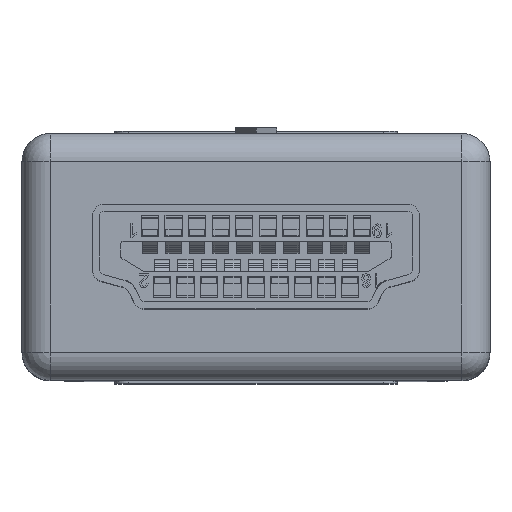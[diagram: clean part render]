
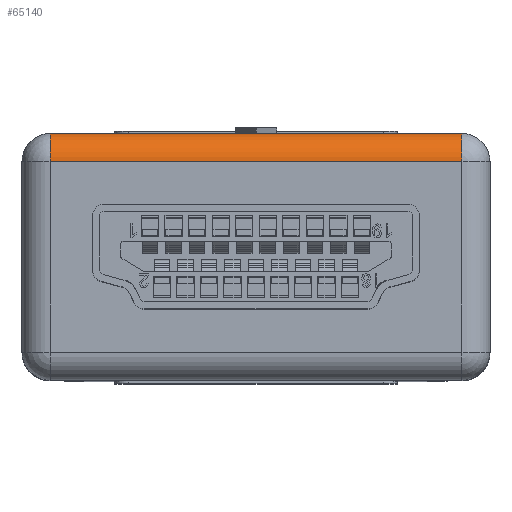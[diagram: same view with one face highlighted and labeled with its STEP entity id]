
A CAD part, top view. The second image highlights one B-rep face of the part: STEP entity #65140.
In plain terms, the highlighted cylindrical face has radius 1.2 mm (diameter 2.4 mm), a partial arc.
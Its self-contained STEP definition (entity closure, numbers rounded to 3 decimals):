
#2098 = AXIS2_PLACEMENT_3D ( 'NONE', #124455, #52437, #136583 ) ;
#7299 = VECTOR ( 'NONE', #34756, 1000. ) ;
#14880 = LINE ( 'NONE', #22741, #7299 ) ;
#16341 = VECTOR ( 'NONE', #79708, 1000. ) ;
#18446 = CARTESIAN_POINT ( 'NONE',  ( 8.75, 14.05, -4.05 ) ) ;
#21171 = CIRCLE ( 'NONE', #2098, 1.2 ) ;
#22741 = CARTESIAN_POINT ( 'NONE',  ( 9.95, 14.05, -5.25 ) ) ;
#23059 = DIRECTION ( 'NONE',  ( 0., 0., -1. ) ) ;
#27827 = CYLINDRICAL_SURFACE ( 'NONE', #146891, 1.2 ) ;
#30481 = DIRECTION ( 'NONE',  ( 0., 1., 0. ) ) ;
#30731 = VERTEX_POINT ( 'NONE', #152527 ) ;
#33840 = VERTEX_POINT ( 'NONE', #146522 ) ;
#34756 = DIRECTION ( 'NONE',  ( 1., 0., 0. ) ) ;
#43095 = EDGE_CURVE ( 'NONE', #81966, #33840, #58259, .T. ) ;
#43610 = AXIS2_PLACEMENT_3D ( 'NONE', #18446, #102457, #30481 ) ;
#44491 = EDGE_CURVE ( 'NONE', #81966, #153868, #112162, .T. ) ;
#52437 = DIRECTION ( 'NONE',  ( -1., 0., 0. ) ) ;
#58259 = CIRCLE ( 'NONE', #43610, 1.2 ) ;
#65140 = ADVANCED_FACE ( 'NONE', ( #91661 ), #27827, .T. ) ;
#66513 = EDGE_CURVE ( 'NONE', #153868, #30731, #21171, .T. ) ;
#70766 = CARTESIAN_POINT ( 'NONE',  ( -9.95, 14.05, -4.05 ) ) ;
#79708 = DIRECTION ( 'NONE',  ( -1., 0., 0. ) ) ;
#81966 = VERTEX_POINT ( 'NONE', #155250 ) ;
#88434 = EDGE_LOOP ( 'NONE', ( #155255, #134509, #149990, #112761 ) ) ;
#91661 = FACE_OUTER_BOUND ( 'NONE', #88434, .T. ) ;
#94933 = DIRECTION ( 'NONE',  ( 1., 0., 0. ) ) ;
#102457 = DIRECTION ( 'NONE',  ( -1., 0., 0. ) ) ;
#112162 = LINE ( 'NONE', #139712, #16341 ) ;
#112761 = ORIENTED_EDGE ( 'NONE', *, *, #44491, .F. ) ;
#124455 = CARTESIAN_POINT ( 'NONE',  ( -8.75, 14.05, -4.05 ) ) ;
#133652 = CARTESIAN_POINT ( 'NONE',  ( -8.75, 15.25, -4.05 ) ) ;
#134509 = ORIENTED_EDGE ( 'NONE', *, *, #149423, .F. ) ;
#136583 = DIRECTION ( 'NONE',  ( 0., 0., 1. ) ) ;
#139712 = CARTESIAN_POINT ( 'NONE',  ( -9.95, 15.25, -4.05 ) ) ;
#146522 = CARTESIAN_POINT ( 'NONE',  ( 8.75, 14.05, -5.25 ) ) ;
#146891 = AXIS2_PLACEMENT_3D ( 'NONE', #70766, #94933, #23059 ) ;
#149423 = EDGE_CURVE ( 'NONE', #30731, #33840, #14880, .T. ) ;
#149990 = ORIENTED_EDGE ( 'NONE', *, *, #66513, .F. ) ;
#152527 = CARTESIAN_POINT ( 'NONE',  ( -8.75, 14.05, -5.25 ) ) ;
#153868 = VERTEX_POINT ( 'NONE', #133652 ) ;
#155250 = CARTESIAN_POINT ( 'NONE',  ( 8.75, 15.25, -4.05 ) ) ;
#155255 = ORIENTED_EDGE ( 'NONE', *, *, #43095, .T. ) ;
